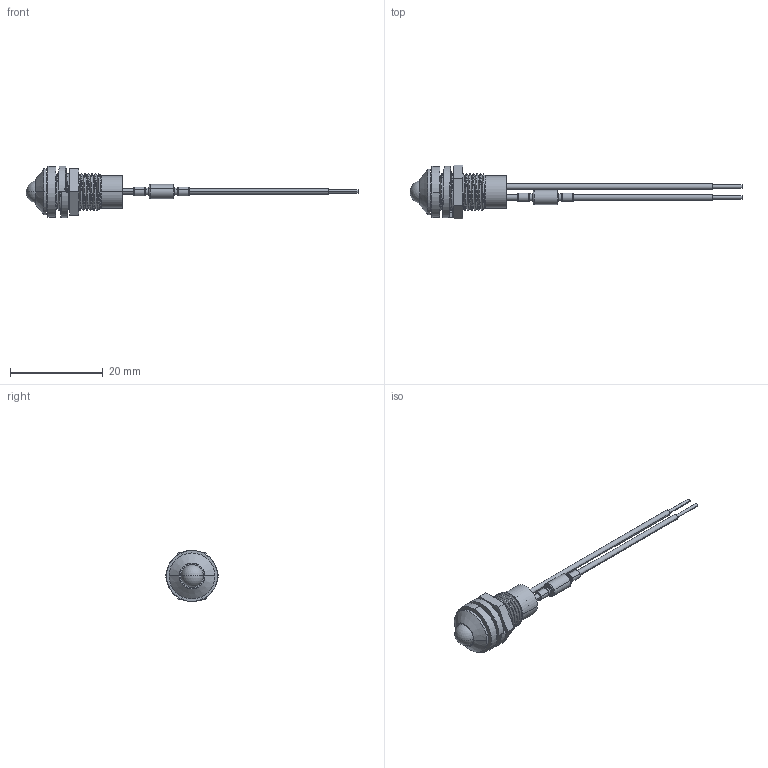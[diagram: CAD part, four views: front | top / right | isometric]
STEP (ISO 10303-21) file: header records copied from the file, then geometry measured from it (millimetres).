
FILE_DESCRIPTION (( 'STEP AP214' ), '1' );
FILE_NAME ('CCLB-1.STEP', '2020-06-09T16:39:15', ( 'user' ), ( 'Microsoft' ), 'SwSTEP 2.0', 'SolidWorks 2018', '' );
FILE_SCHEMA (( 'AUTOMOTIVE_DESIGN' ));
Length unit declared in the file: foot
Products named in the file (8): 21060-002_DIODE_WITH HEAT SHRINK; 21325- 24AWG WIRES_2"; 21030-5MM LED_SHORT BOTH; 21365-001_GASKET; 21366-001_M8 HEX NUT; 21365-005_SPLIT LOCK WASHER_21365-005_SPLIT LOCK WASHER; 21367-CC_CCLB HOUSING_CC_long; CCLB-1
Assembly tree (8 placements, depth 2):
  CCLB-1
    21367-CC_CCLB HOUSING_CC_long
    21365-005_SPLIT LOCK WASHER_21365-005_SPLIT LOCK WASHER
    21366-001_M8 HEX NUT
    21365-001_GASKET
    21030-5MM LED_SHORT BOTH
    21325- 24AWG WIRES_2"  x2
    21060-002_DIODE_WITH HEAT SHRINK
Bounding box: 71.55 x 11.55 x 11.06 mm (x, y, z)
Volume: 844 mm3; surface area: 2433.2 mm2
Topology: 9 solids, 9 shells, 221 faces, 522 edges, 338 vertices
Faces by surface type: cylinder 105, plane 67, torus 20, cone 18, bspline 9, sphere 2
Entity records: 10843 total; most frequent: CARTESIAN_POINT 4885, ORIENTED_EDGE 1004, DIRECTION 989, EDGE_CURVE 502, AXIS2_PLACEMENT_3D 398, VERTEX_POINT 326, EDGE_LOOP 238, ADVANCED_FACE 211
